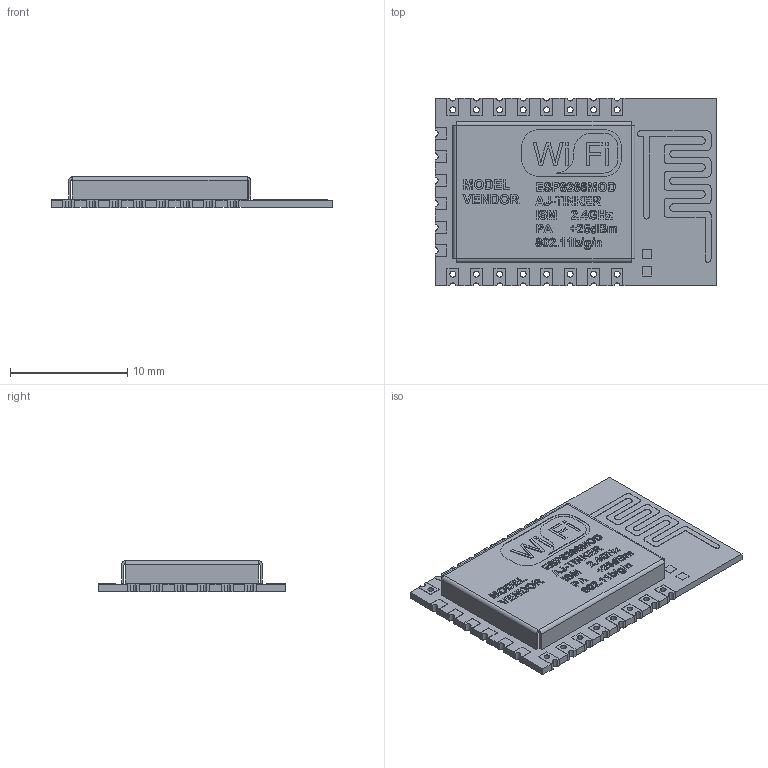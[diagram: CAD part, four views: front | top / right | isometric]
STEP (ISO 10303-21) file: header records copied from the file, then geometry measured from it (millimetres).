
FILE_DESCRIPTION(('FreeCAD Model'),'2;1');
FILE_NAME('Open CASCADE Shape Model','2022-07-03T14:44:54',( 'kicad StepUp'),('ksu MCAD'),'Open CASCADE STEP processor 7.5', 'FreeCAD','Unknown');
FILE_SCHEMA(('AUTOMOTIVE_DESIGN { 1 0 10303 214 1 1 1 1 }'));
Length unit declared in the file: millimetre
Products named in the file (6): User Library-EPS8266 ESP-12E005; User Library-EPS8266 ESP-12E; User Library-EPS8266 ESP-12E001; User Library-EPS8266 ESP-12E002; User Library-EPS8266 ESP-12E003; User Library-EPS8266 ESP-12E004
Assembly tree (5 placements, depth 2):
  User Library-EPS8266 ESP-12E005
    User Library-EPS8266 ESP-12E
    User Library-EPS8266 ESP-12E001
    User Library-EPS8266 ESP-12E002
    User Library-EPS8266 ESP-12E003
    User Library-EPS8266 ESP-12E004
Bounding box: 24 x 16.01 x 2.69 mm (x, y, z)
Volume: 273.2 mm3; surface area: 1408.2 mm2
Topology: 5 solids, 5 shells, 1250 faces, 3439 edges, 2290 vertices
Faces by surface type: plane 796, bspline 323, cylinder 131
Entity records: 47162 total; most frequent: CARTESIAN_POINT 11136, ORIENTED_EDGE 6878, DIRECTION 4917, EDGE_CURVE 3439, LINE 2527, VECTOR 2527, VERTEX_POINT 2290, FACE_BOUND 1373
